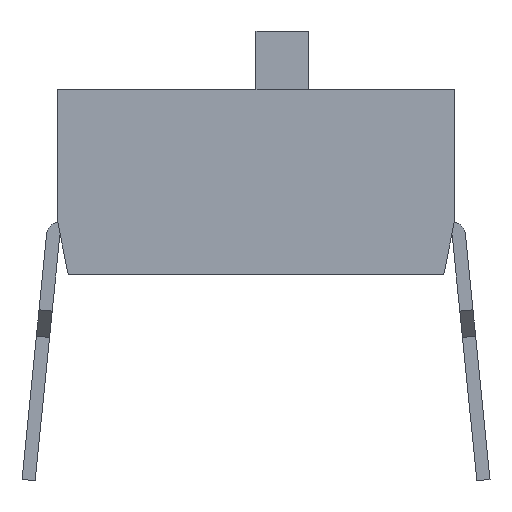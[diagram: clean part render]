
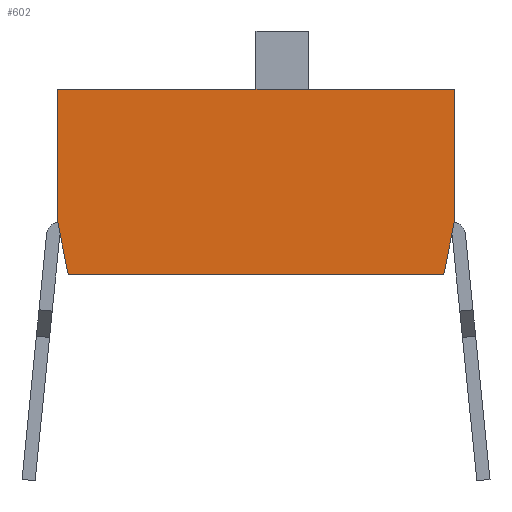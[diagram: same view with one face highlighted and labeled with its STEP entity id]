
A CAD part, left-side view. The second image highlights one B-rep face of the part: STEP entity #602.
In plain terms, the highlighted planar face has unit normal (-1, 0, 0).
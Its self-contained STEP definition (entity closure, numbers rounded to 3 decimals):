
#322 = VERTEX_POINT('',#323);
#323 = CARTESIAN_POINT('',(-2.235,7.56,2.2));
#340 = VERTEX_POINT('',#341);
#341 = CARTESIAN_POINT('',(-2.235,7.36,1.2));
#347 = EDGE_CURVE('',#322,#340,#348,.T.);
#348 = LINE('',#349,#350);
#349 = CARTESIAN_POINT('',(-2.235,7.56,2.2));
#350 = VECTOR('',#351,1.);
#351 = DIRECTION('',(0.,-0.196,-0.981
    ));
#576 = VERTEX_POINT('',#577);
#577 = CARTESIAN_POINT('',(-2.235,7.56,4.7));
#592 = EDGE_CURVE('',#576,#322,#593,.T.);
#593 = LINE('',#594,#595);
#594 = CARTESIAN_POINT('',(-2.235,7.56,4.7));
#595 = VECTOR('',#596,1.);
#596 = DIRECTION('',(0.,0.,-1.));
#602 = ADVANCED_FACE('',(#603),#637,.F.);
#603 = FACE_BOUND('',#604,.T.);
#604 = EDGE_LOOP('',(#605,#613,#621,#629,#635,#636));
#605 = ORIENTED_EDGE('',*,*,#606,.T.);
#606 = EDGE_CURVE('',#340,#607,#609,.T.);
#607 = VERTEX_POINT('',#608);
#608 = CARTESIAN_POINT('',(-2.235,0.26,1.2));
#609 = LINE('',#610,#611);
#610 = CARTESIAN_POINT('',(-2.235,7.36,1.2));
#611 = VECTOR('',#612,1.);
#612 = DIRECTION('',(0.,-1.,0.));
#613 = ORIENTED_EDGE('',*,*,#614,.T.);
#614 = EDGE_CURVE('',#607,#615,#617,.T.);
#615 = VERTEX_POINT('',#616);
#616 = CARTESIAN_POINT('',(-2.235,0.06,2.2));
#617 = LINE('',#618,#619);
#618 = CARTESIAN_POINT('',(-2.235,0.26,1.2));
#619 = VECTOR('',#620,1.);
#620 = DIRECTION('',(0.,-0.196,0.981
    ));
#621 = ORIENTED_EDGE('',*,*,#622,.T.);
#622 = EDGE_CURVE('',#615,#623,#625,.T.);
#623 = VERTEX_POINT('',#624);
#624 = CARTESIAN_POINT('',(-2.235,0.06,4.7));
#625 = LINE('',#626,#627);
#626 = CARTESIAN_POINT('',(-2.235,0.06,2.2));
#627 = VECTOR('',#628,1.);
#628 = DIRECTION('',(0.,0.,1.));
#629 = ORIENTED_EDGE('',*,*,#630,.T.);
#630 = EDGE_CURVE('',#623,#576,#631,.T.);
#631 = LINE('',#632,#633);
#632 = CARTESIAN_POINT('',(-2.235,0.06,4.7));
#633 = VECTOR('',#634,1.);
#634 = DIRECTION('',(0.,1.,0.));
#635 = ORIENTED_EDGE('',*,*,#592,.T.);
#636 = ORIENTED_EDGE('',*,*,#347,.T.);
#637 = PLANE('',#638);
#638 = AXIS2_PLACEMENT_3D('',#639,#640,#641);
#639 = CARTESIAN_POINT('',(-2.235,7.36,1.2));
#640 = DIRECTION('',(1.,0.,0.));
#641 = DIRECTION('',(0.,0.,1.));
